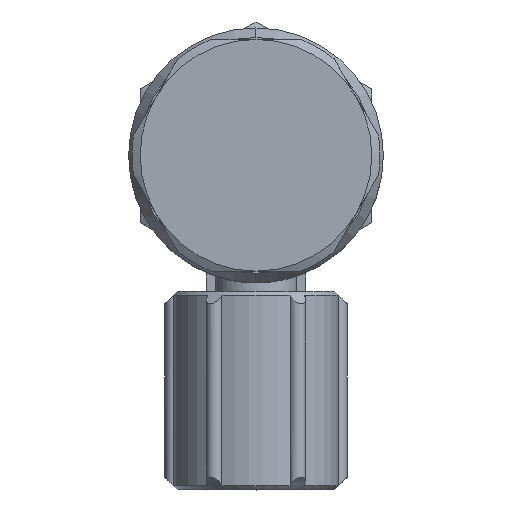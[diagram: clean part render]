
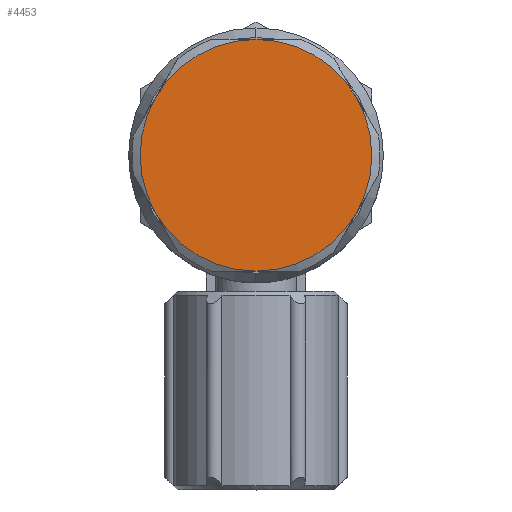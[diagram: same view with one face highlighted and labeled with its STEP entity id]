
A CAD part, top view. The second image highlights one B-rep face of the part: STEP entity #4453.
In plain terms, the highlighted planar face has unit normal (0, 0, 1).
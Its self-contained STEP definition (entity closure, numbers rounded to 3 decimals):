
#4070=CARTESIAN_POINT('',(2.559,6.062,16.6));
#4071=VERTEX_POINT('',#4070);
#4152=CARTESIAN_POINT('',(2.567,-6.067,16.6));
#4153=VERTEX_POINT('',#4152);
#4167=CARTESIAN_POINT('',(2.55,-6.057,16.6));
#4168=VERTEX_POINT('',#4167);
#4169=CARTESIAN_POINT('',(2.567,-6.067,16.6));
#4170=DIRECTION('',(-0.866,0.5,0.0));
#4171=VECTOR('',#4170,0.019);
#4172=LINE('',#4169,#4171);
#4173=EDGE_CURVE('',#4153,#4168,#4172,.T.);
#4344=CARTESIAN_POINT('',(-0.941,0.,16.6));
#4345=VERTEX_POINT('',#4344);
#4389=CARTESIAN_POINT('',(13.059,-4.041,16.6));
#4390=DIRECTION('',(0.0,0.0,-1.0));
#4391=DIRECTION('',(0.0,1.0,0.0));
#4392=AXIS2_PLACEMENT_3D('',#4389,#4390,#4391);
#4393=PLANE('',#4392);
#4394=CARTESIAN_POINT('',(9.55,-6.067,16.6));
#4395=VERTEX_POINT('',#4394);
#4396=CARTESIAN_POINT('',(6.059,0.0,16.6));
#4397=DIRECTION('',(0.0,0.0,1.0));
#4398=DIRECTION('',(0.0,1.0,0.0));
#4399=AXIS2_PLACEMENT_3D('',#4396,#4397,#4398);
#4400=CIRCLE('',#4399,7.);
#4401=EDGE_CURVE('',#4153,#4395,#4400,.T.);
#4402=ORIENTED_EDGE('',*,*,#4401,.T.);
#4403=CARTESIAN_POINT('',(9.567,-6.057,16.6));
#4404=VERTEX_POINT('',#4403);
#4405=CARTESIAN_POINT('',(9.567,-6.057,16.6));
#4406=DIRECTION('',(-0.866,-0.5,0.0));
#4407=VECTOR('',#4406,0.019);
#4408=LINE('',#4405,#4407);
#4409=EDGE_CURVE('',#4404,#4395,#4408,.T.);
#4410=ORIENTED_EDGE('',*,*,#4409,.F.);
#4411=CARTESIAN_POINT('',(13.059,0.,16.6));
#4412=VERTEX_POINT('',#4411);
#4413=CARTESIAN_POINT('',(6.059,0.0,16.6));
#4414=DIRECTION('',(0.0,0.0,1.0));
#4415=DIRECTION('',(0.0,1.0,0.0));
#4416=AXIS2_PLACEMENT_3D('',#4413,#4414,#4415);
#4417=CIRCLE('',#4416,7.);
#4418=EDGE_CURVE('',#4404,#4412,#4417,.T.);
#4419=ORIENTED_EDGE('',*,*,#4418,.T.);
#4420=CARTESIAN_POINT('',(9.559,6.062,16.6));
#4421=VERTEX_POINT('',#4420);
#4422=CARTESIAN_POINT('',(6.059,0.0,16.6));
#4423=DIRECTION('',(0.0,0.0,1.0));
#4424=DIRECTION('',(0.0,1.0,0.0));
#4425=AXIS2_PLACEMENT_3D('',#4422,#4423,#4424);
#4426=CIRCLE('',#4425,7.);
#4427=EDGE_CURVE('',#4412,#4421,#4426,.T.);
#4428=ORIENTED_EDGE('',*,*,#4427,.T.);
#4429=CARTESIAN_POINT('',(6.059,0.0,16.6));
#4430=DIRECTION('',(0.0,0.0,1.0));
#4431=DIRECTION('',(0.0,1.0,0.0));
#4432=AXIS2_PLACEMENT_3D('',#4429,#4430,#4431);
#4433=CIRCLE('',#4432,7.);
#4434=EDGE_CURVE('',#4421,#4071,#4433,.T.);
#4435=ORIENTED_EDGE('',*,*,#4434,.T.);
#4436=CARTESIAN_POINT('',(6.059,0.0,16.6));
#4437=DIRECTION('',(0.0,0.0,1.0));
#4438=DIRECTION('',(0.0,1.0,0.0));
#4439=AXIS2_PLACEMENT_3D('',#4436,#4437,#4438);
#4440=CIRCLE('',#4439,7.);
#4441=EDGE_CURVE('',#4071,#4345,#4440,.T.);
#4442=ORIENTED_EDGE('',*,*,#4441,.T.);
#4443=CARTESIAN_POINT('',(6.059,0.0,16.6));
#4444=DIRECTION('',(0.0,0.0,1.0));
#4445=DIRECTION('',(0.0,1.0,0.0));
#4446=AXIS2_PLACEMENT_3D('',#4443,#4444,#4445);
#4447=CIRCLE('',#4446,7.);
#4448=EDGE_CURVE('',#4345,#4168,#4447,.T.);
#4449=ORIENTED_EDGE('',*,*,#4448,.T.);
#4450=ORIENTED_EDGE('',*,*,#4173,.F.);
#4451=EDGE_LOOP('',(#4402,#4410,#4419,#4428,#4435,#4442,#4449,#4450));
#4452=FACE_OUTER_BOUND('',#4451,.T.);
#4453=ADVANCED_FACE('',(#4452),#4393,.F.);
